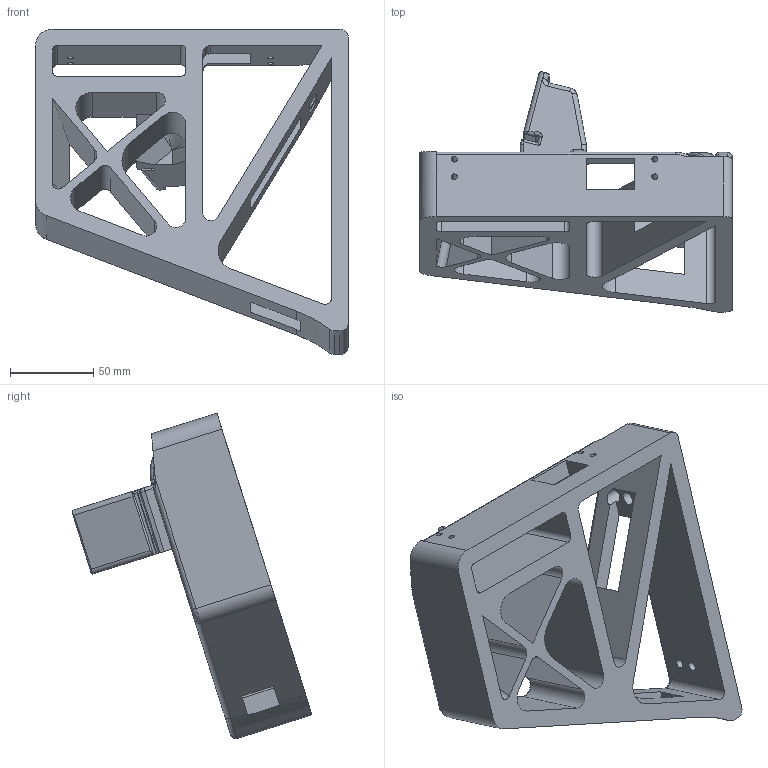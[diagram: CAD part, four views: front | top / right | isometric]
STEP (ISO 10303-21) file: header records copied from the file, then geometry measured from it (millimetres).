
FILE_DESCRIPTION(/* description */ (''),/* implementation_level */ '2;1');
FILE_NAME(/* name */ 'Screen Holder Base.step',/* time_stamp */ '2022-07-12T08:12:46-04:00',/* author */ (''),/* organization */ (''),/* preprocessor_version */ 'ST-DEVELOPER v19',/* originating_system */ 'Autodesk Translation Framework v11.7.0.108',/* authorisation */ '');
FILE_SCHEMA (('AUTOMOTIVE_DESIGN { 1 0 10303 214 3 1 1 }'));
Length unit declared in the file: millimetre
Products named in the file (2): Loop V1; Component99
Assembly tree (1 placements, depth 2):
  Loop V1
    Component99
Bounding box: 187.34 x 143.76 x 195.01 mm (x, y, z)
Volume: 608070.5 mm3; surface area: 133152.3 mm2
Topology: 1 solids, 1 shells, 179 faces, 503 edges, 313 vertices
Faces by surface type: cylinder 78, plane 65, torus 21, bspline 13, cone 2
Full cylindrical faces by diameter (mm): 3.5 x3, 5.5 x4, 8 x2
Entity records: 6469 total; most frequent: CARTESIAN_POINT 1735, ORIENTED_EDGE 996, DIRECTION 978, EDGE_CURVE 498, AXIS2_PLACEMENT_3D 351, VERTEX_POINT 313, LINE 276, VECTOR 276
